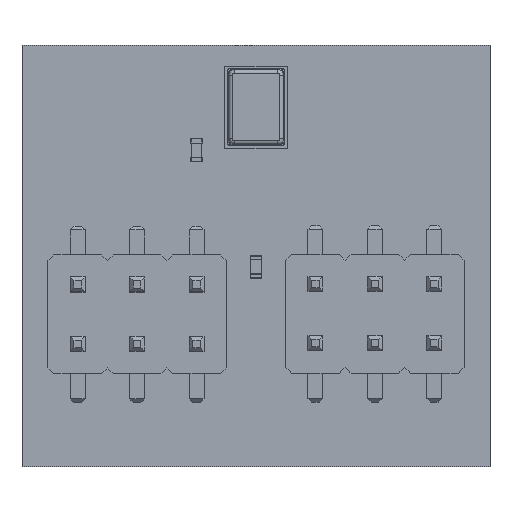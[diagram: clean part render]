
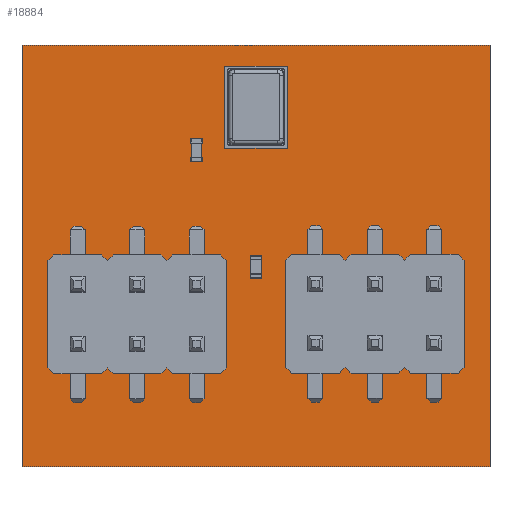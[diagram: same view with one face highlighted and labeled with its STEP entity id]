
A CAD part, top view. The second image highlights one B-rep face of the part: STEP entity #18884.
In plain terms, the highlighted planar face has unit normal (0, 0, 1).
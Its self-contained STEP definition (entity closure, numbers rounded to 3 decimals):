
#18566 = VERTEX_POINT('',#18567);
#18567 = CARTESIAN_POINT('',(0.,18.,1.6));
#18574 = PLANE('',#18575);
#18575 = AXIS2_PLACEMENT_3D('',#18576,#18577,#18578);
#18576 = CARTESIAN_POINT('',(0.,18.,0.));
#18577 = DIRECTION('',(1.,0.,-0.));
#18578 = DIRECTION('',(0.,-1.,0.));
#18586 = PLANE('',#18587);
#18587 = AXIS2_PLACEMENT_3D('',#18588,#18589,#18590);
#18588 = CARTESIAN_POINT('',(20.,18.,0.));
#18589 = DIRECTION('',(0.,-1.,0.));
#18590 = DIRECTION('',(-1.,0.,0.));
#18598 = EDGE_CURVE('',#18566,#18599,#18601,.T.);
#18599 = VERTEX_POINT('',#18600);
#18600 = CARTESIAN_POINT('',(0.,0.,1.6));
#18601 = SURFACE_CURVE('',#18602,(#18606,#18613),.PCURVE_S1.);
#18602 = LINE('',#18603,#18604);
#18603 = CARTESIAN_POINT('',(0.,18.,1.6));
#18604 = VECTOR('',#18605,1.);
#18605 = DIRECTION('',(0.,-1.,0.));
#18606 = PCURVE('',#18574,#18607);
#18607 = DEFINITIONAL_REPRESENTATION('',(#18608),#18612);
#18608 = LINE('',#18609,#18610);
#18609 = CARTESIAN_POINT('',(0.,-1.6));
#18610 = VECTOR('',#18611,1.);
#18611 = DIRECTION('',(1.,0.));
#18612 = ( GEOMETRIC_REPRESENTATION_CONTEXT(2) 
PARAMETRIC_REPRESENTATION_CONTEXT() REPRESENTATION_CONTEXT('2D SPACE',''
  ) );
#18613 = PCURVE('',#18614,#18619);
#18614 = PLANE('',#18615);
#18615 = AXIS2_PLACEMENT_3D('',#18616,#18617,#18618);
#18616 = CARTESIAN_POINT('',(10.,9.,1.6));
#18617 = DIRECTION('',(0.,0.,1.));
#18618 = DIRECTION('',(1.,0.,-0.));
#18619 = DEFINITIONAL_REPRESENTATION('',(#18620),#18624);
#18620 = LINE('',#18621,#18622);
#18621 = CARTESIAN_POINT('',(-10.,9.));
#18622 = VECTOR('',#18623,1.);
#18623 = DIRECTION('',(0.,-1.));
#18624 = ( GEOMETRIC_REPRESENTATION_CONTEXT(2) 
PARAMETRIC_REPRESENTATION_CONTEXT() REPRESENTATION_CONTEXT('2D SPACE',''
  ) );
#18642 = PLANE('',#18643);
#18643 = AXIS2_PLACEMENT_3D('',#18644,#18645,#18646);
#18644 = CARTESIAN_POINT('',(0.,0.,0.));
#18645 = DIRECTION('',(0.,1.,0.));
#18646 = DIRECTION('',(1.,0.,0.));
#18686 = VERTEX_POINT('',#18687);
#18687 = CARTESIAN_POINT('',(20.,18.,1.6));
#18701 = PLANE('',#18702);
#18702 = AXIS2_PLACEMENT_3D('',#18703,#18704,#18705);
#18703 = CARTESIAN_POINT('',(20.,0.,0.));
#18704 = DIRECTION('',(-1.,0.,0.));
#18705 = DIRECTION('',(0.,1.,0.));
#18713 = EDGE_CURVE('',#18686,#18566,#18714,.T.);
#18714 = SURFACE_CURVE('',#18715,(#18719,#18726),.PCURVE_S1.);
#18715 = LINE('',#18716,#18717);
#18716 = CARTESIAN_POINT('',(20.,18.,1.6));
#18717 = VECTOR('',#18718,1.);
#18718 = DIRECTION('',(-1.,0.,0.));
#18719 = PCURVE('',#18586,#18720);
#18720 = DEFINITIONAL_REPRESENTATION('',(#18721),#18725);
#18721 = LINE('',#18722,#18723);
#18722 = CARTESIAN_POINT('',(0.,-1.6));
#18723 = VECTOR('',#18724,1.);
#18724 = DIRECTION('',(1.,0.));
#18725 = ( GEOMETRIC_REPRESENTATION_CONTEXT(2) 
PARAMETRIC_REPRESENTATION_CONTEXT() REPRESENTATION_CONTEXT('2D SPACE',''
  ) );
#18726 = PCURVE('',#18614,#18727);
#18727 = DEFINITIONAL_REPRESENTATION('',(#18728),#18732);
#18728 = LINE('',#18729,#18730);
#18729 = CARTESIAN_POINT('',(10.,9.));
#18730 = VECTOR('',#18731,1.);
#18731 = DIRECTION('',(-1.,0.));
#18732 = ( GEOMETRIC_REPRESENTATION_CONTEXT(2) 
PARAMETRIC_REPRESENTATION_CONTEXT() REPRESENTATION_CONTEXT('2D SPACE',''
  ) );
#18760 = EDGE_CURVE('',#18599,#18761,#18763,.T.);
#18761 = VERTEX_POINT('',#18762);
#18762 = CARTESIAN_POINT('',(20.,0.,1.6));
#18763 = SURFACE_CURVE('',#18764,(#18768,#18775),.PCURVE_S1.);
#18764 = LINE('',#18765,#18766);
#18765 = CARTESIAN_POINT('',(0.,0.,1.6));
#18766 = VECTOR('',#18767,1.);
#18767 = DIRECTION('',(1.,0.,0.));
#18768 = PCURVE('',#18642,#18769);
#18769 = DEFINITIONAL_REPRESENTATION('',(#18770),#18774);
#18770 = LINE('',#18771,#18772);
#18771 = CARTESIAN_POINT('',(0.,-1.6));
#18772 = VECTOR('',#18773,1.);
#18773 = DIRECTION('',(1.,0.));
#18774 = ( GEOMETRIC_REPRESENTATION_CONTEXT(2) 
PARAMETRIC_REPRESENTATION_CONTEXT() REPRESENTATION_CONTEXT('2D SPACE',''
  ) );
#18775 = PCURVE('',#18614,#18776);
#18776 = DEFINITIONAL_REPRESENTATION('',(#18777),#18781);
#18777 = LINE('',#18778,#18779);
#18778 = CARTESIAN_POINT('',(-10.,-9.));
#18779 = VECTOR('',#18780,1.);
#18780 = DIRECTION('',(1.,0.));
#18781 = ( GEOMETRIC_REPRESENTATION_CONTEXT(2) 
PARAMETRIC_REPRESENTATION_CONTEXT() REPRESENTATION_CONTEXT('2D SPACE',''
  ) );
#18873 = CYLINDRICAL_SURFACE('',#18874,0.25);
#18874 = AXIS2_PLACEMENT_3D('',#18875,#18876,#18877);
#18875 = CARTESIAN_POINT('',(10.,16.074,-0.8));
#18876 = DIRECTION('',(0.,0.,1.));
#18877 = DIRECTION('',(1.,0.,-0.));
#18884 = ADVANCED_FACE('',(#18885,#18911),#18614,.T.);
#18885 = FACE_BOUND('',#18886,.T.);
#18886 = EDGE_LOOP('',(#18887,#18888,#18889,#18910));
#18887 = ORIENTED_EDGE('',*,*,#18598,.T.);
#18888 = ORIENTED_EDGE('',*,*,#18760,.T.);
#18889 = ORIENTED_EDGE('',*,*,#18890,.T.);
#18890 = EDGE_CURVE('',#18761,#18686,#18891,.T.);
#18891 = SURFACE_CURVE('',#18892,(#18896,#18903),.PCURVE_S1.);
#18892 = LINE('',#18893,#18894);
#18893 = CARTESIAN_POINT('',(20.,0.,1.6));
#18894 = VECTOR('',#18895,1.);
#18895 = DIRECTION('',(0.,1.,0.));
#18896 = PCURVE('',#18614,#18897);
#18897 = DEFINITIONAL_REPRESENTATION('',(#18898),#18902);
#18898 = LINE('',#18899,#18900);
#18899 = CARTESIAN_POINT('',(10.,-9.));
#18900 = VECTOR('',#18901,1.);
#18901 = DIRECTION('',(0.,1.));
#18902 = ( GEOMETRIC_REPRESENTATION_CONTEXT(2) 
PARAMETRIC_REPRESENTATION_CONTEXT() REPRESENTATION_CONTEXT('2D SPACE',''
  ) );
#18903 = PCURVE('',#18701,#18904);
#18904 = DEFINITIONAL_REPRESENTATION('',(#18905),#18909);
#18905 = LINE('',#18906,#18907);
#18906 = CARTESIAN_POINT('',(0.,-1.6));
#18907 = VECTOR('',#18908,1.);
#18908 = DIRECTION('',(1.,0.));
#18909 = ( GEOMETRIC_REPRESENTATION_CONTEXT(2) 
PARAMETRIC_REPRESENTATION_CONTEXT() REPRESENTATION_CONTEXT('2D SPACE',''
  ) );
#18910 = ORIENTED_EDGE('',*,*,#18713,.T.);
#18911 = FACE_BOUND('',#18912,.T.);
#18912 = EDGE_LOOP('',(#18913));
#18913 = ORIENTED_EDGE('',*,*,#18914,.F.);
#18914 = EDGE_CURVE('',#18915,#18915,#18917,.T.);
#18915 = VERTEX_POINT('',#18916);
#18916 = CARTESIAN_POINT('',(10.25,16.074,1.6));
#18917 = SURFACE_CURVE('',#18918,(#18923,#18930),.PCURVE_S1.);
#18918 = CIRCLE('',#18919,0.25);
#18919 = AXIS2_PLACEMENT_3D('',#18920,#18921,#18922);
#18920 = CARTESIAN_POINT('',(10.,16.074,1.6));
#18921 = DIRECTION('',(0.,0.,1.));
#18922 = DIRECTION('',(1.,0.,-0.));
#18923 = PCURVE('',#18614,#18924);
#18924 = DEFINITIONAL_REPRESENTATION('',(#18925),#18929);
#18925 = CIRCLE('',#18926,0.25);
#18926 = AXIS2_PLACEMENT_2D('',#18927,#18928);
#18927 = CARTESIAN_POINT('',(0.,7.074));
#18928 = DIRECTION('',(1.,0.));
#18929 = ( GEOMETRIC_REPRESENTATION_CONTEXT(2) 
PARAMETRIC_REPRESENTATION_CONTEXT() REPRESENTATION_CONTEXT('2D SPACE',''
  ) );
#18930 = PCURVE('',#18873,#18931);
#18931 = DEFINITIONAL_REPRESENTATION('',(#18932),#18936);
#18932 = LINE('',#18933,#18934);
#18933 = CARTESIAN_POINT('',(0.,2.4));
#18934 = VECTOR('',#18935,1.);
#18935 = DIRECTION('',(1.,0.));
#18936 = ( GEOMETRIC_REPRESENTATION_CONTEXT(2) 
PARAMETRIC_REPRESENTATION_CONTEXT() REPRESENTATION_CONTEXT('2D SPACE',''
  ) );
